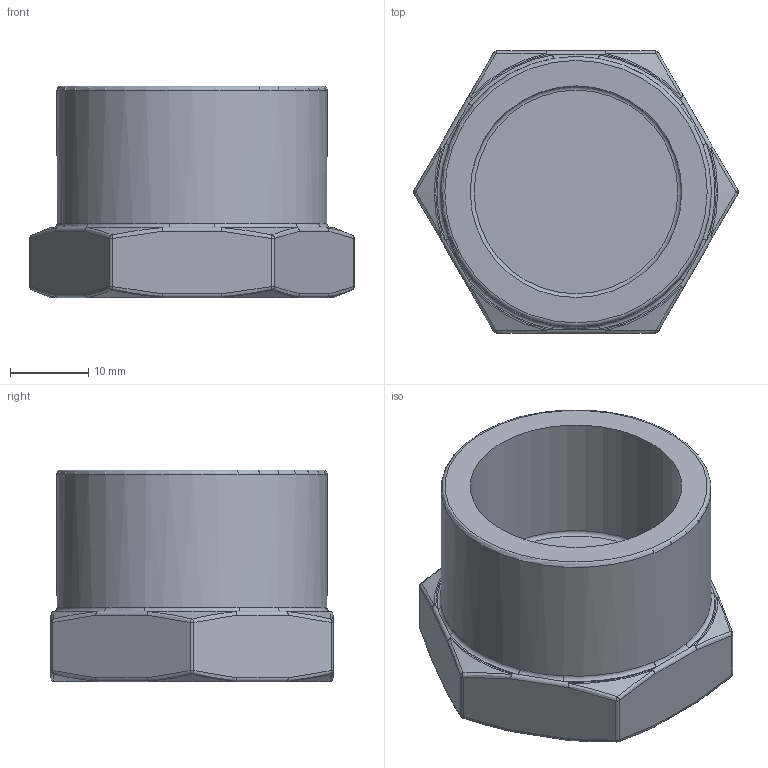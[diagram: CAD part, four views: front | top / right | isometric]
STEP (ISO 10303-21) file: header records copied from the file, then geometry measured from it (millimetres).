
FILE_DESCRIPTION(/* description */ ('Unknown'),/* implementation_level */ '2;1');
FILE_NAME(/* name */ 'R-235-DN25',/* time_stamp */ '2024-05-20T11:54:38+08:00',/* author */ ('Unknown'),/* organization */ ('Unknown'),/* preprocessor_version */ 'ST-DEVELOPER v16.7',/* originating_system */ 'DEX',/* authorisation */ $);
FILE_SCHEMA (('AUTOMOTIVE_DESIGN {1 0 10303 214 3 1 1}'));
Length unit declared in the file: millimetre
Products named in the file (2): R-235-DN25; 1
Assembly tree (1 placements, depth 2):
  R-235-DN25
    1
Bounding box: 41.41 x 36 x 27 mm (x, y, z)
Volume: 17119.6 mm3; surface area: 6583.5 mm2
Topology: 1 solids, 1 shells, 133 faces, 305 edges, 139 vertices
Faces by surface type: sphere 36, bspline 30, torus 20, cylinder 20, plane 15, cone 12
Full cylindrical faces by diameter (mm): 27 x1, 34.5 x1
Entity records: 4145 total; most frequent: CARTESIAN_POINT 1489, DIRECTION 574, ORIENTED_EDGE 526, AXIS2_PLACEMENT_3D 266, EDGE_CURVE 263, CIRCLE 161, EDGE_LOOP 138, FACE_BOUND 138
